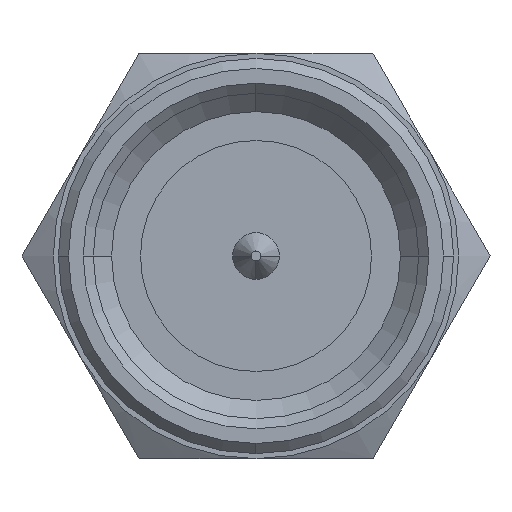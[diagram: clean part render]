
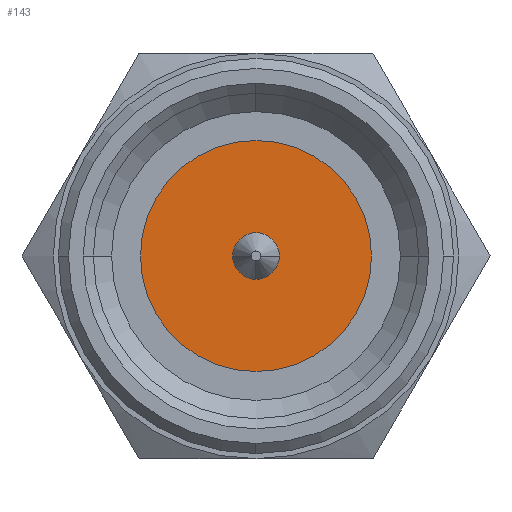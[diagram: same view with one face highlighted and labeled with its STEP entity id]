
A CAD part, left-side view. The second image highlights one B-rep face of the part: STEP entity #143.
In plain terms, the highlighted planar face has unit normal (-1, 0, 0).
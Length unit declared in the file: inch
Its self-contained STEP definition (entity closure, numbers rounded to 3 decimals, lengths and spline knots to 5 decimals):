
#109 = DIRECTION ( 'NONE',  ( -1., 0., 0. ) ) ;
#143 = ADVANCED_FACE ( 'NONE', ( #783, #5620 ), #5490, .T. ) ;
#321 = EDGE_CURVE ( 'NONE', #7892, #1221, #3528, .T. ) ;
#378 = CARTESIAN_POINT ( 'NONE',  ( 0.12402, -0.01811, 0. ) ) ;
#593 = CARTESIAN_POINT ( 'NONE',  ( 0.12402, 0., 0. ) ) ;
#720 = AXIS2_PLACEMENT_3D ( 'NONE', #7751, #8333, #3611 ) ;
#783 = FACE_BOUND ( 'NONE', #2182, .T. ) ;
#809 = AXIS2_PLACEMENT_3D ( 'NONE', #3616, #1546, #7619 ) ;
#1157 = EDGE_CURVE ( 'NONE', #4434, #4041, #1965, .T. ) ;
#1218 = VERTEX_POINT ( 'NONE', #1717 ) ;
#1221 = VERTEX_POINT ( 'NONE', #378 ) ;
#1467 = EDGE_LOOP ( 'NONE', ( #6697, #3016, #2017 ) ) ;
#1507 = CARTESIAN_POINT ( 'NONE',  ( 0.12402, 0., 0. ) ) ;
#1546 = DIRECTION ( 'NONE',  ( 1., 0., 0. ) ) ;
#1717 = CARTESIAN_POINT ( 'NONE',  ( 0.12402, 0.01811, 0. ) ) ;
#1965 = CIRCLE ( 'NONE', #3393, 0.08976 ) ;
#2017 = ORIENTED_EDGE ( 'NONE', *, *, #6553, .F. ) ;
#2182 = EDGE_LOOP ( 'NONE', ( #4591, #5763, #7066 ) ) ;
#2661 = DIRECTION ( 'NONE',  ( 1., 0., 0. ) ) ;
#2857 = DIRECTION ( 'NONE',  ( 0., 0., 1. ) ) ;
#3016 = ORIENTED_EDGE ( 'NONE', *, *, #4695, .F. ) ;
#3393 = AXIS2_PLACEMENT_3D ( 'NONE', #8079, #7406, #5454 ) ;
#3528 = CIRCLE ( 'NONE', #809, 0.01811 ) ;
#3570 = DIRECTION ( 'NONE',  ( 1., 0., 0. ) ) ;
#3611 = DIRECTION ( 'NONE',  ( 0., 0., 1. ) ) ;
#3616 = CARTESIAN_POINT ( 'NONE',  ( 0.12402, 0., 0. ) ) ;
#3643 = AXIS2_PLACEMENT_3D ( 'NONE', #1507, #5840, #6463 ) ;
#3679 = AXIS2_PLACEMENT_3D ( 'NONE', #8204, #109, #2857 ) ;
#4041 = VERTEX_POINT ( 'NONE', #6666 ) ;
#4067 = CIRCLE ( 'NONE', #6197, 0.08976 ) ;
#4327 = AXIS2_PLACEMENT_3D ( 'NONE', #4340, #3570, #5536 ) ;
#4340 = CARTESIAN_POINT ( 'NONE',  ( 0.12402, 0., 0. ) ) ;
#4434 = VERTEX_POINT ( 'NONE', #6030 ) ;
#4565 = EDGE_CURVE ( 'NONE', #1218, #7892, #6901, .T. ) ;
#4591 = ORIENTED_EDGE ( 'NONE', *, *, #4565, .T. ) ;
#4596 = CARTESIAN_POINT ( 'NONE',  ( 0.12402, 0., 0.01811 ) ) ;
#4603 = CIRCLE ( 'NONE', #720, 0.01811 ) ;
#4695 = EDGE_CURVE ( 'NONE', #5809, #4434, #4067, .T. ) ;
#5454 = DIRECTION ( 'NONE',  ( 0., 0., 1. ) ) ;
#5490 = PLANE ( 'NONE',  #3679 ) ;
#5536 = DIRECTION ( 'NONE',  ( 0., 0., 1. ) ) ;
#5620 = FACE_OUTER_BOUND ( 'NONE', #1467, .T. ) ;
#5763 = ORIENTED_EDGE ( 'NONE', *, *, #321, .T. ) ;
#5809 = VERTEX_POINT ( 'NONE', #8751 ) ;
#5840 = DIRECTION ( 'NONE',  ( 1., 0., 0. ) ) ;
#6030 = CARTESIAN_POINT ( 'NONE',  ( 0.12402, -0.08976, 0. ) ) ;
#6164 = CIRCLE ( 'NONE', #4327, 0.08976 ) ;
#6197 = AXIS2_PLACEMENT_3D ( 'NONE', #593, #2661, #6758 ) ;
#6463 = DIRECTION ( 'NONE',  ( 0., 0., 1. ) ) ;
#6553 = EDGE_CURVE ( 'NONE', #4041, #5809, #6164, .T. ) ;
#6666 = CARTESIAN_POINT ( 'NONE',  ( 0.12402, 0.08976, 0. ) ) ;
#6697 = ORIENTED_EDGE ( 'NONE', *, *, #1157, .F. ) ;
#6758 = DIRECTION ( 'NONE',  ( 0., 0., 1. ) ) ;
#6901 = CIRCLE ( 'NONE', #3643, 0.01811 ) ;
#7066 = ORIENTED_EDGE ( 'NONE', *, *, #7732, .T. ) ;
#7406 = DIRECTION ( 'NONE',  ( 1., 0., 0. ) ) ;
#7619 = DIRECTION ( 'NONE',  ( 0., 0., 1. ) ) ;
#7732 = EDGE_CURVE ( 'NONE', #1221, #1218, #4603, .T. ) ;
#7751 = CARTESIAN_POINT ( 'NONE',  ( 0.12402, 0., 0. ) ) ;
#7892 = VERTEX_POINT ( 'NONE', #4596 ) ;
#8079 = CARTESIAN_POINT ( 'NONE',  ( 0.12402, 0., 0. ) ) ;
#8204 = CARTESIAN_POINT ( 'NONE',  ( 0.12402, 0., 0. ) ) ;
#8333 = DIRECTION ( 'NONE',  ( 1., 0., 0. ) ) ;
#8751 = CARTESIAN_POINT ( 'NONE',  ( 0.12402, 0., 0.08976 ) ) ;
